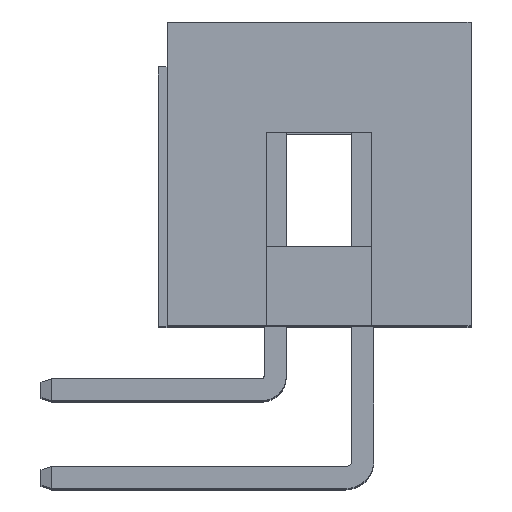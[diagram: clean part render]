
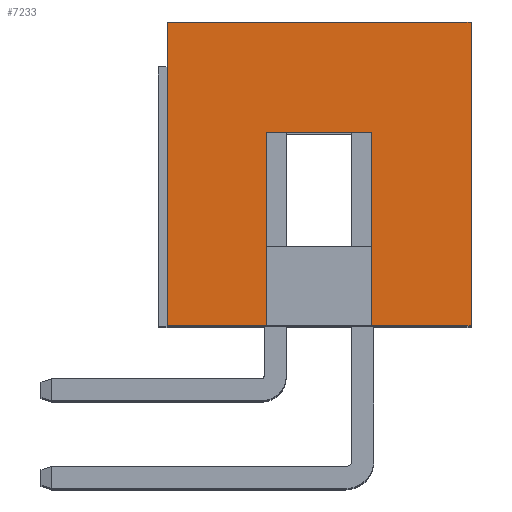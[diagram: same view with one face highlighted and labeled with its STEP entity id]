
A CAD part, top view. The second image highlights one B-rep face of the part: STEP entity #7233.
In plain terms, the highlighted planar face has unit normal (0, 0, 1).
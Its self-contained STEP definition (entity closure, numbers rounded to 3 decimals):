
#232 = VECTOR ( 'NONE', #11059, 1000. ) ;
#487 = ORIENTED_EDGE ( 'NONE', *, *, #4321, .T. ) ;
#742 = LINE ( 'NONE', #12036, #232 ) ;
#762 = VERTEX_POINT ( 'NONE', #6531 ) ;
#819 = DIRECTION ( 'NONE',  ( 0., -1., 0. ) ) ;
#863 = ORIENTED_EDGE ( 'NONE', *, *, #7357, .F. ) ;
#1025 = LINE ( 'NONE', #5308, #11320 ) ;
#1560 = LINE ( 'NONE', #9717, #9489 ) ;
#1761 = DIRECTION ( 'NONE',  ( 0., 0., -1. ) ) ;
#2116 = CARTESIAN_POINT ( 'NONE',  ( -4.4, 8.8, 16.6 ) ) ;
#2447 = ORIENTED_EDGE ( 'NONE', *, *, #10874, .F. ) ;
#2456 = FACE_OUTER_BOUND ( 'NONE', #9970, .T. ) ;
#2463 = LINE ( 'NONE', #4436, #12208 ) ;
#2985 = EDGE_CURVE ( 'NONE', #10139, #4221, #10479, .T. ) ;
#3127 = EDGE_CURVE ( 'NONE', #762, #10421, #2463, .T. ) ;
#3338 = VERTEX_POINT ( 'NONE', #13453 ) ;
#3534 = PLANE ( 'NONE',  #6346 ) ;
#3726 = LINE ( 'NONE', #10997, #8356 ) ;
#4003 = CARTESIAN_POINT ( 'NONE',  ( 0., 0., 16.6 ) ) ;
#4221 = VERTEX_POINT ( 'NONE', #2116 ) ;
#4321 = EDGE_CURVE ( 'NONE', #3338, #5254, #3726, .T. ) ;
#4385 = VECTOR ( 'NONE', #13242, 1000. ) ;
#4436 = CARTESIAN_POINT ( 'NONE',  ( 4.4, 0., 16.6 ) ) ;
#4471 = VERTEX_POINT ( 'NONE', #7055 ) ;
#5034 = LINE ( 'NONE', #9179, #8837 ) ;
#5178 = DIRECTION ( 'NONE',  ( -1., 0., 0. ) ) ;
#5236 = DIRECTION ( 'NONE',  ( 0., 1., 0. ) ) ;
#5254 = VERTEX_POINT ( 'NONE', #5863 ) ;
#5260 = VERTEX_POINT ( 'NONE', #6950 ) ;
#5308 = CARTESIAN_POINT ( 'NONE',  ( 1.52, 5.606, 16.6 ) ) ;
#5516 = DIRECTION ( 'NONE',  ( 1., 0., 0. ) ) ;
#5628 = EDGE_CURVE ( 'NONE', #4471, #5254, #5034, .T. ) ;
#5632 = DIRECTION ( 'NONE',  ( 1., 0., 0. ) ) ;
#5709 = DIRECTION ( 'NONE',  ( 0., 1., 0. ) ) ;
#5837 = CARTESIAN_POINT ( 'NONE',  ( -1.52, 5.606, 16.6 ) ) ;
#5863 = CARTESIAN_POINT ( 'NONE',  ( -1.52, 0., 16.6 ) ) ;
#5897 = VECTOR ( 'NONE', #5178, 1000. ) ;
#5981 = EDGE_CURVE ( 'NONE', #10421, #10139, #1560, .T. ) ;
#6178 = CARTESIAN_POINT ( 'NONE',  ( 4.4, 8.8, 16.6 ) ) ;
#6203 = CARTESIAN_POINT ( 'NONE',  ( 4.4, 8.8, 16.6 ) ) ;
#6346 = AXIS2_PLACEMENT_3D ( 'NONE', #4003, #1761, #8150 ) ;
#6531 = CARTESIAN_POINT ( 'NONE',  ( 1.52, 0., 16.6 ) ) ;
#6950 = CARTESIAN_POINT ( 'NONE',  ( 1.52, 5.606, 16.6 ) ) ;
#7048 = ORIENTED_EDGE ( 'NONE', *, *, #3127, .T. ) ;
#7055 = CARTESIAN_POINT ( 'NONE',  ( -1.52, 5.606, 16.6 ) ) ;
#7233 = ADVANCED_FACE ( 'NONE', ( #2456 ), #3534, .F. ) ;
#7310 = ORIENTED_EDGE ( 'NONE', *, *, #9910, .T. ) ;
#7357 = EDGE_CURVE ( 'NONE', #5260, #4471, #8011, .T. ) ;
#8011 = LINE ( 'NONE', #5837, #4385 ) ;
#8150 = DIRECTION ( 'NONE',  ( -1., 0., 0. ) ) ;
#8356 = VECTOR ( 'NONE', #5632, 1000. ) ;
#8516 = CARTESIAN_POINT ( 'NONE',  ( 4.4, 0., 16.6 ) ) ;
#8837 = VECTOR ( 'NONE', #819, 1000. ) ;
#9179 = CARTESIAN_POINT ( 'NONE',  ( -1.52, 5.606, 16.6 ) ) ;
#9489 = VECTOR ( 'NONE', #5709, 1000. ) ;
#9717 = CARTESIAN_POINT ( 'NONE',  ( 4.4, 8.8, 16.6 ) ) ;
#9910 = EDGE_CURVE ( 'NONE', #4221, #3338, #742, .T. ) ;
#9970 = EDGE_LOOP ( 'NONE', ( #863, #2447, #7048, #11272, #13169, #7310, #487, #11389 ) ) ;
#10139 = VERTEX_POINT ( 'NONE', #6178 ) ;
#10421 = VERTEX_POINT ( 'NONE', #8516 ) ;
#10479 = LINE ( 'NONE', #6203, #5897 ) ;
#10874 = EDGE_CURVE ( 'NONE', #762, #5260, #1025, .T. ) ;
#10997 = CARTESIAN_POINT ( 'NONE',  ( 4.4, 0., 16.6 ) ) ;
#11059 = DIRECTION ( 'NONE',  ( 0., -1., 0. ) ) ;
#11272 = ORIENTED_EDGE ( 'NONE', *, *, #5981, .T. ) ;
#11320 = VECTOR ( 'NONE', #5236, 1000. ) ;
#11389 = ORIENTED_EDGE ( 'NONE', *, *, #5628, .F. ) ;
#12036 = CARTESIAN_POINT ( 'NONE',  ( -4.4, 8.8, 16.6 ) ) ;
#12208 = VECTOR ( 'NONE', #5516, 1000. ) ;
#13169 = ORIENTED_EDGE ( 'NONE', *, *, #2985, .T. ) ;
#13242 = DIRECTION ( 'NONE',  ( -1., 0., 0. ) ) ;
#13453 = CARTESIAN_POINT ( 'NONE',  ( -4.4, 0., 16.6 ) ) ;
